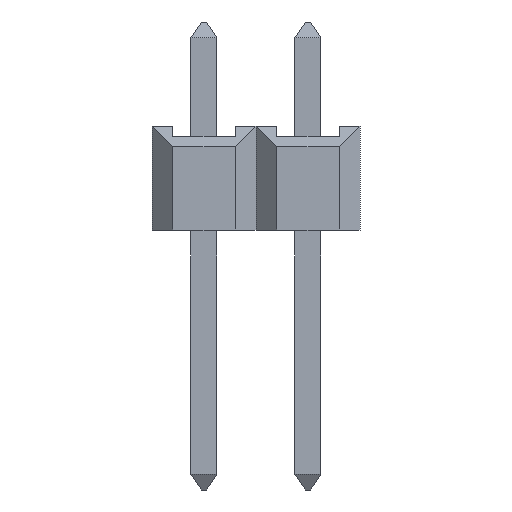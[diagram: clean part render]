
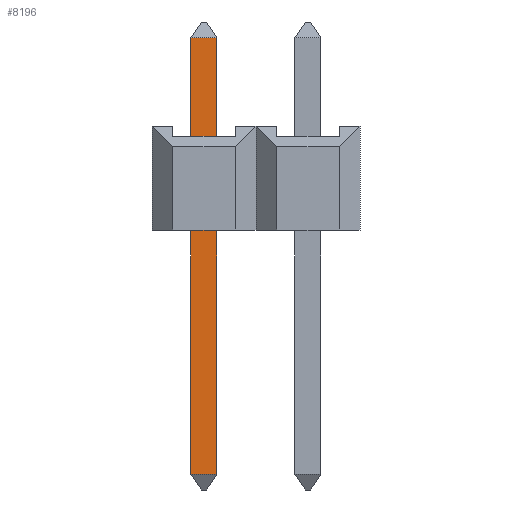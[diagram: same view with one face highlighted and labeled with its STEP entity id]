
A CAD part, front view. The second image highlights one B-rep face of the part: STEP entity #8196.
In plain terms, the highlighted planar face has unit normal (0, -1, 0).
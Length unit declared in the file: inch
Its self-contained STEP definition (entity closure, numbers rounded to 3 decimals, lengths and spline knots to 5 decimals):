
#8196=ADVANCED_FACE('',(#10212),#9216,.T.);
#9216=PLANE('',#25417);
#10212=FACE_OUTER_BOUND('',#11220,.T.);
#11220=EDGE_LOOP('',(#13707,#13708,#13709,#13710));
#13707=ORIENTED_EDGE('',*,*,#18909,.T.);
#13708=ORIENTED_EDGE('',*,*,#18917,.T.);
#13709=ORIENTED_EDGE('',*,*,#18914,.F.);
#13710=ORIENTED_EDGE('',*,*,#18918,.T.);
#17121=VERTEX_POINT('',#32289);
#17122=VERTEX_POINT('',#32291);
#17125=VERTEX_POINT('',#32301);
#17126=VERTEX_POINT('',#32302);
#18909=EDGE_CURVE('',#17122,#17121,#21249,.T.);
#18914=EDGE_CURVE('',#17125,#17126,#21254,.T.);
#18917=EDGE_CURVE('',#17121,#17126,#21257,.T.);
#18918=EDGE_CURVE('',#17125,#17122,#21258,.T.);
#21249=LINE('',#32290,#23589);
#21254=LINE('',#32300,#23594);
#21257=LINE('',#32306,#23597);
#21258=LINE('',#32307,#23598);
#23589=VECTOR('',#27740,1.);
#23594=VECTOR('',#27749,1.);
#23597=VECTOR('',#27754,1.);
#23598=VECTOR('',#27755,1.);
#25417=AXIS2_PLACEMENT_3D('',#32308,#27756,#27757);
#27740=DIRECTION('',(0.,0.,-1.));
#27749=DIRECTION('',(0.,0.,-1.));
#27754=DIRECTION('',(1.,0.,0.));
#27755=DIRECTION('',(-1.,0.,0.));
#27756=DIRECTION('',(0.,-1.,0.));
#27757=DIRECTION('',(0.,0.,-1.));
#32289=CARTESIAN_POINT('',(-0.0125,-0.0125,-0.235));
#32290=CARTESIAN_POINT('',(-0.0125,-0.0125,0.2));
#32291=CARTESIAN_POINT('',(-0.0125,-0.0125,0.185));
#32300=CARTESIAN_POINT('',(0.0125,-0.0125,0.2));
#32301=CARTESIAN_POINT('',(0.0125,-0.0125,0.185));
#32302=CARTESIAN_POINT('',(0.0125,-0.0125,-0.235));
#32306=CARTESIAN_POINT('',(0.0125,-0.0125,-0.235));
#32307=CARTESIAN_POINT('',(-0.0125,-0.0125,0.185));
#32308=CARTESIAN_POINT('',(0.0125,-0.0125,0.2));
